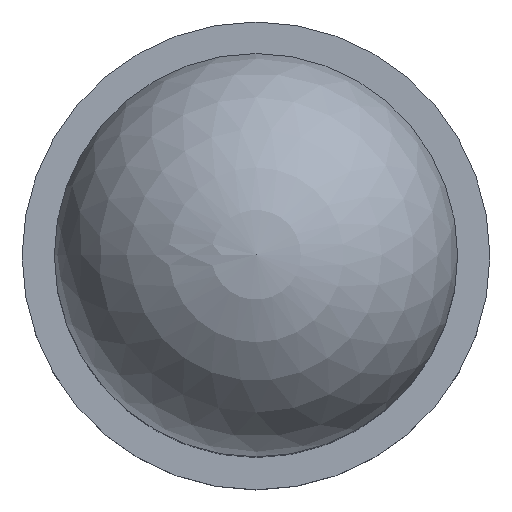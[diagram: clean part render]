
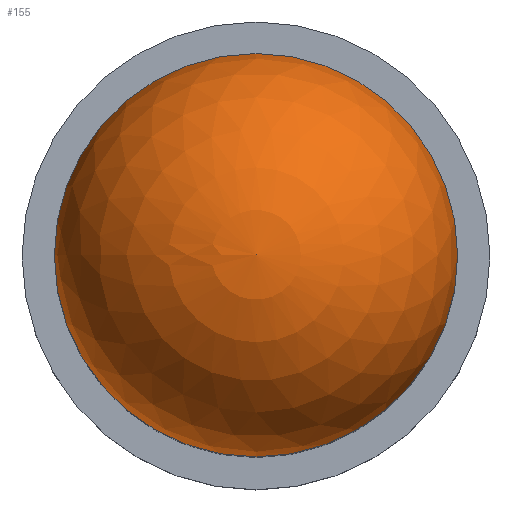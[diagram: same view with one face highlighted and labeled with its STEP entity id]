
A CAD part, top view. The second image highlights one B-rep face of the part: STEP entity #155.
In plain terms, the highlighted spherical face has radius 2.5 mm.
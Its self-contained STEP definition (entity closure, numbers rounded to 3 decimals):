
#14=SPHERICAL_SURFACE('',#197,2.5);
#30=FACE_OUTER_BOUND('',#42,.T.);
#42=EDGE_LOOP('',(#128,#129,#130,#131,#132));
#57=CIRCLE('',#187,2.5);
#58=CIRCLE('',#188,2.5);
#59=CIRCLE('',#189,2.5);
#64=CIRCLE('',#198,2.5);
#71=VERTEX_POINT('',#271);
#72=VERTEX_POINT('',#273);
#73=VERTEX_POINT('',#275);
#78=VERTEX_POINT('',#291);
#88=EDGE_CURVE('',#71,#72,#57,.T.);
#89=EDGE_CURVE('',#72,#73,#58,.T.);
#90=EDGE_CURVE('',#73,#71,#59,.T.);
#96=EDGE_CURVE('',#78,#72,#64,.T.);
#128=ORIENTED_EDGE('',*,*,#90,.F.);
#129=ORIENTED_EDGE('',*,*,#89,.F.);
#130=ORIENTED_EDGE('',*,*,#96,.F.);
#131=ORIENTED_EDGE('',*,*,#96,.T.);
#132=ORIENTED_EDGE('',*,*,#88,.F.);
#155=ADVANCED_FACE('',(#30),#14,.T.);
#187=AXIS2_PLACEMENT_3D('',#274,#226,#227);
#188=AXIS2_PLACEMENT_3D('',#276,#228,#229);
#189=AXIS2_PLACEMENT_3D('',#277,#230,#231);
#197=AXIS2_PLACEMENT_3D('',#290,#247,#248);
#198=AXIS2_PLACEMENT_3D('',#292,#249,#250);
#226=DIRECTION('center_axis',(0.,0.,-1.));
#227=DIRECTION('ref_axis',(1.,0.,0.));
#228=DIRECTION('center_axis',(0.,0.,-1.));
#229=DIRECTION('ref_axis',(1.,0.,0.));
#230=DIRECTION('center_axis',(0.,0.,-1.));
#231=DIRECTION('ref_axis',(1.,0.,0.));
#247=DIRECTION('center_axis',(0.,0.,1.));
#248=DIRECTION('ref_axis',(1.,0.,0.));
#249=DIRECTION('center_axis',(0.,-1.,0.));
#250=DIRECTION('ref_axis',(-1.,0.,0.));
#271=CARTESIAN_POINT('',(0.,-2.5,6.2));
#273=CARTESIAN_POINT('',(-2.5,0.,6.2));
#274=CARTESIAN_POINT('Origin',(0.,0.,6.2));
#275=CARTESIAN_POINT('',(0.,2.5,6.2));
#276=CARTESIAN_POINT('Origin',(0.,0.,6.2));
#277=CARTESIAN_POINT('Origin',(0.,0.,6.2));
#290=CARTESIAN_POINT('Origin',(0.,0.,6.2));
#291=CARTESIAN_POINT('',(0.,0.,8.7));
#292=CARTESIAN_POINT('Origin',(0.,0.,6.2));
